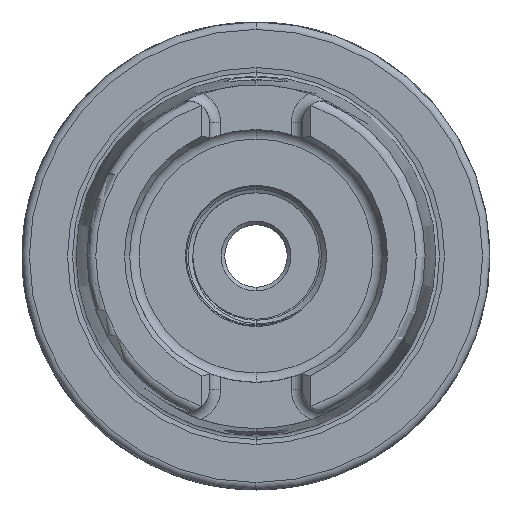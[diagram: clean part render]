
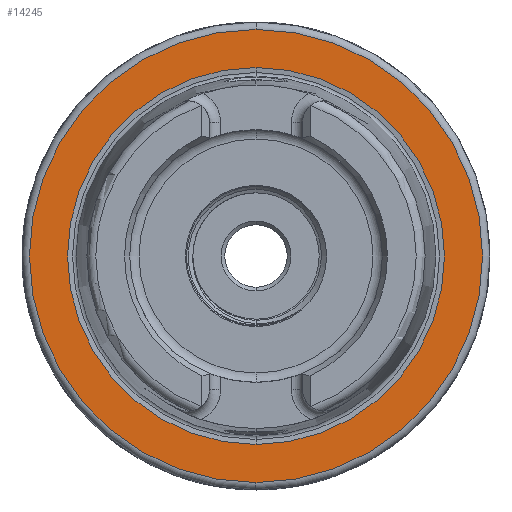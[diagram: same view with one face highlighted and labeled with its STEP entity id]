
A CAD part, left-side view. The second image highlights one B-rep face of the part: STEP entity #14245.
In plain terms, the highlighted planar face has unit normal (-1, 0, 0).
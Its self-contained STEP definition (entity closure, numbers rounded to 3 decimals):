
#1957 = AXIS2_PLACEMENT_3D ( 'NONE', #17405, #17413, #17446 ) ;
#2135 = AXIS2_PLACEMENT_3D ( 'NONE', #22534, #22488, #22582 ) ;
#3931 = DIRECTION ( 'NONE',  ( 0., 0., -1. ) ) ;
#3948 = DIRECTION ( 'NONE',  ( 1., 0., 0. ) ) ;
#3953 = CARTESIAN_POINT ( 'NONE',  ( 0., 0., 0. ) ) ;
#4635 = EDGE_CURVE ( 'NONE', #27936, #27872, #17865, .T. ) ;
#4664 = EDGE_CURVE ( 'NONE', #27932, #28001, #17948, .T. ) ;
#6310 = ORIENTED_EDGE ( 'NONE', *, *, #4635, .T. ) ;
#6314 = ORIENTED_EDGE ( 'NONE', *, *, #30171, .T. ) ;
#6324 = ORIENTED_EDGE ( 'NONE', *, *, #4664, .T. ) ;
#7652 = CARTESIAN_POINT ( 'NONE',  ( 0., 0., 0. ) ) ;
#7681 = DIRECTION ( 'NONE',  ( 0., 0., -1. ) ) ;
#7692 = DIRECTION ( 'NONE',  ( 1., 0., 0. ) ) ;
#14245 = ADVANCED_FACE ( 'NONE', ( #23237, #23285 ), #17417, .T. ) ;
#14437 = AXIS2_PLACEMENT_3D ( 'NONE', #3953, #3948, #3931 ) ;
#16253 = CARTESIAN_POINT ( 'NONE',  ( 0., 0., 25.369 ) ) ;
#16265 = CARTESIAN_POINT ( 'NONE',  ( 0., 0., -25.369 ) ) ;
#16284 = CARTESIAN_POINT ( 'NONE',  ( 0., 0., 30.5 ) ) ;
#16365 = CARTESIAN_POINT ( 'NONE',  ( 0., 0., -30.5 ) ) ;
#17405 = CARTESIAN_POINT ( 'NONE',  ( 0., 25.369, 0. ) ) ;
#17413 = DIRECTION ( 'NONE',  ( -1., 0., 0. ) ) ;
#17417 = PLANE ( 'NONE',  #1957 ) ;
#17446 = DIRECTION ( 'NONE',  ( 0., 0., 1. ) ) ;
#17865 = CIRCLE ( 'NONE', #29961, 25.369 ) ;
#17948 = CIRCLE ( 'NONE', #29982, 30.5 ) ;
#21544 = ORIENTED_EDGE ( 'NONE', *, *, #29843, .T. ) ;
#21784 = CIRCLE ( 'NONE', #2135, 30.5 ) ;
#22002 = CIRCLE ( 'NONE', #14437, 25.369 ) ;
#22488 = DIRECTION ( 'NONE',  ( -1., 0., 0. ) ) ;
#22534 = CARTESIAN_POINT ( 'NONE',  ( 0., 0., 0. ) ) ;
#22582 = DIRECTION ( 'NONE',  ( 0., 0., 1. ) ) ;
#23237 = FACE_OUTER_BOUND ( 'NONE', #27216, .T. ) ;
#23285 = FACE_BOUND ( 'NONE', #27156, .T. ) ;
#25644 = CARTESIAN_POINT ( 'NONE',  ( 0., 0., 0. ) ) ;
#25645 = DIRECTION ( 'NONE',  ( -1., 0., 0. ) ) ;
#25650 = DIRECTION ( 'NONE',  ( 0., 0., 1. ) ) ;
#27156 = EDGE_LOOP ( 'NONE', ( #6310, #6314 ) ) ;
#27216 = EDGE_LOOP ( 'NONE', ( #6324, #21544 ) ) ;
#27872 = VERTEX_POINT ( 'NONE', #16265 ) ;
#27932 = VERTEX_POINT ( 'NONE', #16284 ) ;
#27936 = VERTEX_POINT ( 'NONE', #16253 ) ;
#28001 = VERTEX_POINT ( 'NONE', #16365 ) ;
#29843 = EDGE_CURVE ( 'NONE', #28001, #27932, #21784, .T. ) ;
#29961 = AXIS2_PLACEMENT_3D ( 'NONE', #7652, #7692, #7681 ) ;
#29982 = AXIS2_PLACEMENT_3D ( 'NONE', #25644, #25645, #25650 ) ;
#30171 = EDGE_CURVE ( 'NONE', #27872, #27936, #22002, .T. ) ;
